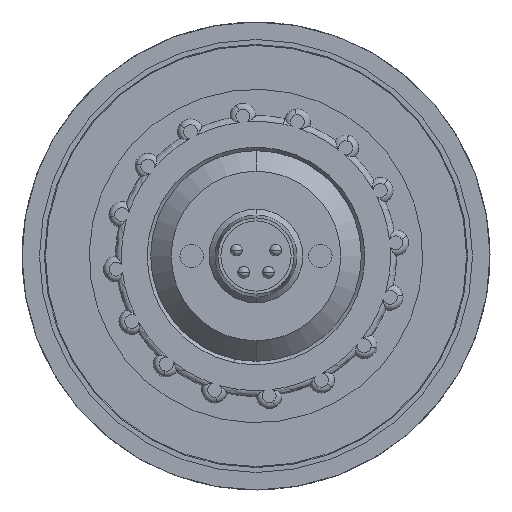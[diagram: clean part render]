
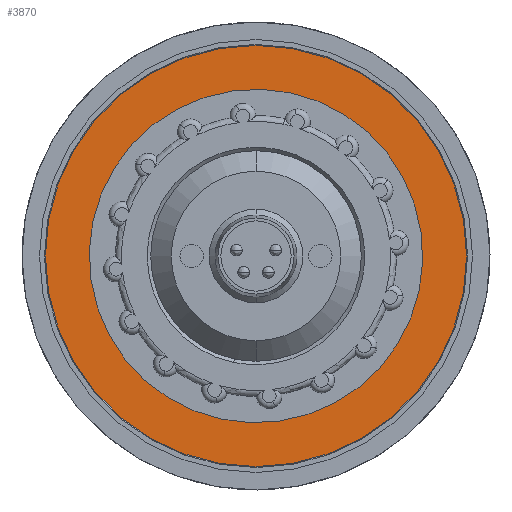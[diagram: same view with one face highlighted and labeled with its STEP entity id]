
A CAD part, front view. The second image highlights one B-rep face of the part: STEP entity #3870.
In plain terms, the highlighted planar face has unit normal (0, -1, 0).
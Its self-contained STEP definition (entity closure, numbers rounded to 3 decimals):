
#70 = DIRECTION ( 'NONE',  ( 0., 0., 1. ) ) ;
#215 = AXIS2_PLACEMENT_3D ( 'NONE', #4557, #3578, #867 ) ;
#425 = ORIENTED_EDGE ( 'NONE', *, *, #2920, .F. ) ;
#617 = CARTESIAN_POINT ( 'NONE',  ( 0., 3.5, 18. ) ) ;
#789 = ORIENTED_EDGE ( 'NONE', *, *, #971, .F. ) ;
#867 = DIRECTION ( 'NONE',  ( 0., 0., -1. ) ) ;
#971 = EDGE_CURVE ( 'NONE', #2732, #3406, #2688, .T. ) ;
#1000 = EDGE_CURVE ( 'NONE', #4438, #1505, #2030, .T. ) ;
#1018 = CARTESIAN_POINT ( 'NONE',  ( 0., 3.5, 0. ) ) ;
#1054 = AXIS2_PLACEMENT_3D ( 'NONE', #3741, #3195, #70 ) ;
#1431 = EDGE_CURVE ( 'NONE', #1505, #4438, #5620, .T. ) ;
#1505 = VERTEX_POINT ( 'NONE', #617 ) ;
#1590 = DIRECTION ( 'NONE',  ( 0., 0., -1. ) ) ;
#1591 = AXIS2_PLACEMENT_3D ( 'NONE', #6002, #1905, #5535 ) ;
#1810 = CARTESIAN_POINT ( 'NONE',  ( 0., 3.5, -18. ) ) ;
#1905 = DIRECTION ( 'NONE',  ( 0., 1., 0. ) ) ;
#2030 = CIRCLE ( 'NONE', #1591, 18. ) ;
#2176 = PLANE ( 'NONE',  #1054 ) ;
#2271 = CIRCLE ( 'NONE', #215, 11.5 ) ;
#2688 = CIRCLE ( 'NONE', #3547, 11.5 ) ;
#2732 = VERTEX_POINT ( 'NONE', #5179 ) ;
#2920 = EDGE_CURVE ( 'NONE', #3406, #2732, #2271, .T. ) ;
#3160 = DIRECTION ( 'NONE',  ( 0., 1., 0. ) ) ;
#3195 = DIRECTION ( 'NONE',  ( 0., 1., 0. ) ) ;
#3406 = VERTEX_POINT ( 'NONE', #5737 ) ;
#3417 = ORIENTED_EDGE ( 'NONE', *, *, #1000, .F. ) ;
#3547 = AXIS2_PLACEMENT_3D ( 'NONE', #6105, #4967, #4587 ) ;
#3578 = DIRECTION ( 'NONE',  ( 0., -1., 0. ) ) ;
#3713 = EDGE_LOOP ( 'NONE', ( #425, #789 ) ) ;
#3741 = CARTESIAN_POINT ( 'NONE',  ( 0., 3.5, 0. ) ) ;
#3746 = ORIENTED_EDGE ( 'NONE', *, *, #1431, .F. ) ;
#3870 = ADVANCED_FACE ( 'NONE', ( #5800, #5303 ), #2176, .F. ) ;
#4438 = VERTEX_POINT ( 'NONE', #1810 ) ;
#4557 = CARTESIAN_POINT ( 'NONE',  ( 0., 3.5, 0. ) ) ;
#4587 = DIRECTION ( 'NONE',  ( 0., 0., -1. ) ) ;
#4967 = DIRECTION ( 'NONE',  ( 0., -1., 0. ) ) ;
#5179 = CARTESIAN_POINT ( 'NONE',  ( 0., 3.5, 11.5 ) ) ;
#5303 = FACE_OUTER_BOUND ( 'NONE', #6652, .T. ) ;
#5535 = DIRECTION ( 'NONE',  ( 0., 0., -1. ) ) ;
#5620 = CIRCLE ( 'NONE', #5944, 18. ) ;
#5737 = CARTESIAN_POINT ( 'NONE',  ( 0., 3.5, -11.5 ) ) ;
#5800 = FACE_BOUND ( 'NONE', #3713, .T. ) ;
#5944 = AXIS2_PLACEMENT_3D ( 'NONE', #1018, #3160, #1590 ) ;
#6002 = CARTESIAN_POINT ( 'NONE',  ( 0., 3.5, 0. ) ) ;
#6105 = CARTESIAN_POINT ( 'NONE',  ( 0., 3.5, 0. ) ) ;
#6652 = EDGE_LOOP ( 'NONE', ( #3417, #3746 ) ) ;
